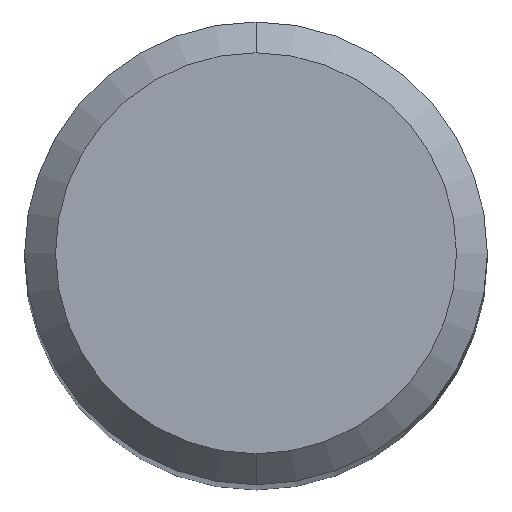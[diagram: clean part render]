
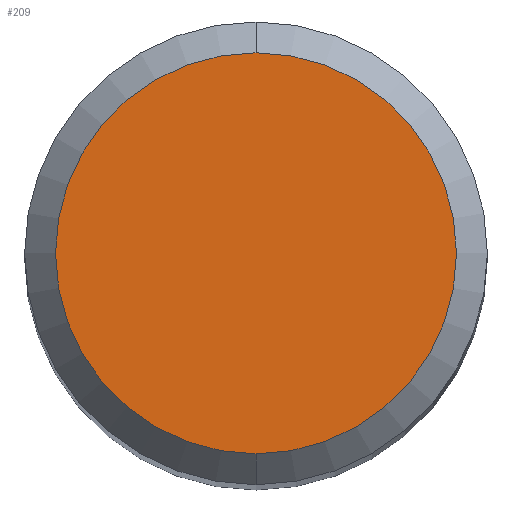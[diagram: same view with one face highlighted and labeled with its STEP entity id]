
A CAD part, top view. The second image highlights one B-rep face of the part: STEP entity #209.
In plain terms, the highlighted planar face has unit normal (0, 0, 1).
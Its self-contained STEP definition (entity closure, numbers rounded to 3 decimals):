
#109=VERTEX_POINT('',#276);
#189=EDGE_CURVE('',#217,#109,#366,.T.);
#209=ADVANCED_FACE('',(#390),#391,.T.);
#217=VERTEX_POINT('',#399);
#227=EDGE_CURVE('',#109,#217,#410,.T.);
#276=CARTESIAN_POINT('',(0.0,2.6,0.0));
#366=CIRCLE('',#570,2.6);
#390=FACE_OUTER_BOUND('',#598,.T.);
#391=PLANE('',#599);
#399=CARTESIAN_POINT('',(0.,-2.6,0.0));
#410=CIRCLE('',#626,2.6);
#570=AXIS2_PLACEMENT_3D('',#780,#781,#782);
#598=EDGE_LOOP('',(#824,#825));
#599=AXIS2_PLACEMENT_3D('',#826,#827,#828);
#626=AXIS2_PLACEMENT_3D('',#848,#849,#850);
#780=CARTESIAN_POINT('',(0.0,0.0,0.0));
#781=DIRECTION('',(0.0,0.0,-1.0));
#782=DIRECTION('',(0.0,1.0,0.0));
#824=ORIENTED_EDGE('',*,*,#227,.F.);
#825=ORIENTED_EDGE('',*,*,#189,.F.);
#826=CARTESIAN_POINT('',(0.0,1.3,0.0));
#827=DIRECTION('',(0.0,0.0,1.0));
#828=DIRECTION('',(0.0,-1.0,0.0));
#848=CARTESIAN_POINT('',(0.0,0.0,0.0));
#849=DIRECTION('',(0.0,0.0,-1.0));
#850=DIRECTION('',(0.0,1.0,0.0));
